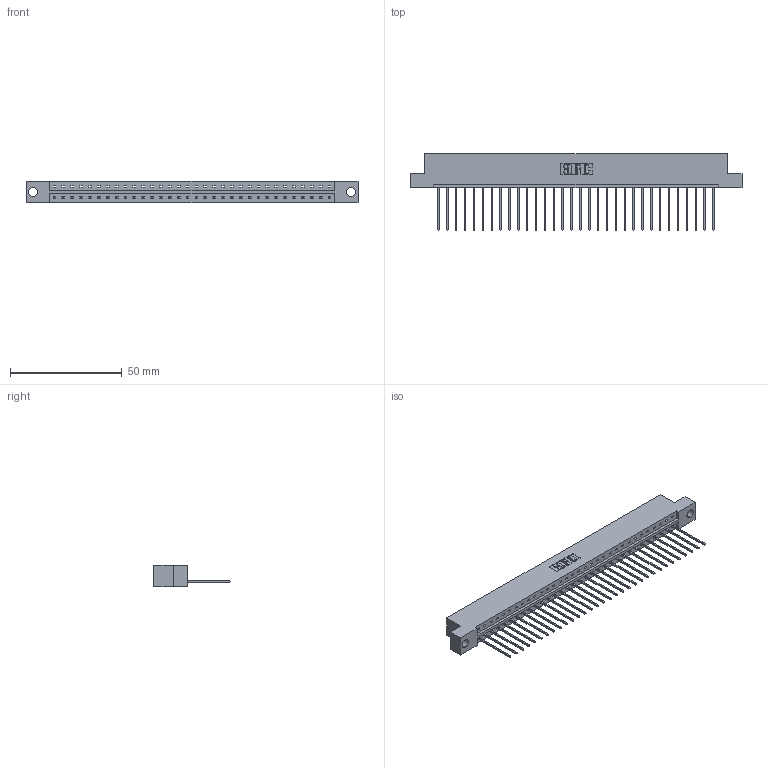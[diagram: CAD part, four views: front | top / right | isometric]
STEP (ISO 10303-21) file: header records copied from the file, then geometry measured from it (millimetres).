
FILE_DESCRIPTION (( 'STEP AP203' ), '1' );
FILE_NAME ('333-032-541-104.STEP', '2018-08-02T20:13:30', ( '' ), ( '' ), 'SwSTEP 2.0', 'SolidWorks 2016', '' );
FILE_SCHEMA (( 'CONFIG_CONTROL_DESIGN' ));
Length unit declared in the file: inch
Products named in the file (3): 333-032-541-104; 333 Part_Flush - .156 Dia - TH; 345-292-001_345-293-141
Assembly tree (33 placements, depth 2):
  333-032-541-104
    333 Part_Flush - .156 Dia - TH
    345-292-001_345-293-141  x32
Bounding box: 148.34 x 34.3 x 9.4 mm (x, y, z)
Volume: 14858.5 mm3; surface area: 16455 mm2
Topology: 33 solids, 33 shells, 1970 faces, 5943 edges, 3918 vertices
Faces by surface type: plane 1414, cylinder 556
Entity records: 20877 total; most frequent: CARTESIAN_POINT 3610, ORIENTED_EDGE 3578, DIRECTION 3065, EDGE_CURVE 1789, LINE 1661, VECTOR 1661, VERTEX_POINT 1190, AXIS2_PLACEMENT_3D 702
